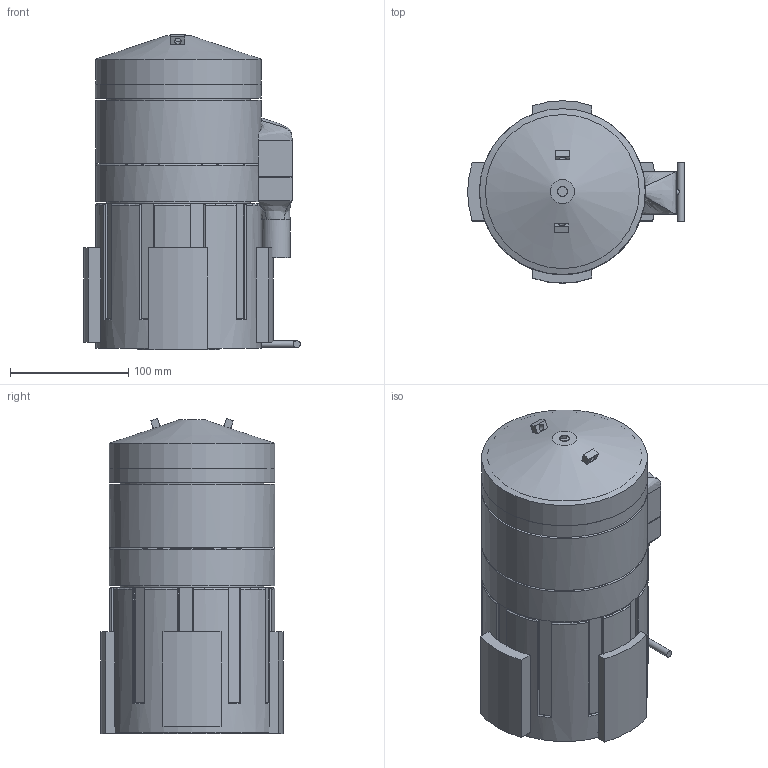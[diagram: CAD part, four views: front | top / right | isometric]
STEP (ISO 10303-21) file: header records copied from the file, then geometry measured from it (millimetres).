
FILE_DESCRIPTION(/* description */ (''),/* implementation_level */ '2;1');
FILE_NAME(/* name */ 'Kilo Romeo 92 Alpha v31.step',/* time_stamp */ '2022-05-04T18:33:45+02:00',/* author */ (''),/* organization */ (''),/* preprocessor_version */ 'ST-DEVELOPER v18.1',/* originating_system */ 'Autodesk Translation Framework v10.14.0.1471',/* authorisation */ '');
FILE_SCHEMA (('AUTOMOTIVE_DESIGN { 1 0 10303 214 3 1 1 }'));
Length unit declared in the file: millimetre
Products named in the file (1): Kilo Romeo 92 Alpha
Bounding box: 183 x 154 x 266.21 mm (x, y, z)
Volume: 1122925.5 mm3; surface area: 496111.8 mm2
Topology: 18 solids, 18 shells, 1425 faces, 4072 edges, 2695 vertices
Faces by surface type: plane 989, cylinder 245, bspline 157, torus 23, cone 11
Full cylindrical faces by diameter (mm): 1.5 x2, 2 x2, 2.3 x3, 3.3 x2, 4 x2, 5 x2, 5.5 x2, 5.657 x1, 6 x1, 7.5 x8, 9 x1, 11 x1, 12 x1, 20 x1, 24.242 x1, 30 x2, 116.13 x2, 121.23 x2, 128 x4, 130 x1, 135.03 x2, 140 x4, 140.13 x1
Entity records: 50007 total; most frequent: CARTESIAN_POINT 13089, ORIENTED_EDGE 8146, DIRECTION 7110, EDGE_CURVE 4073, LINE 2724, VECTOR 2724, VERTEX_POINT 2697, AXIS2_PLACEMENT_3D 2193
